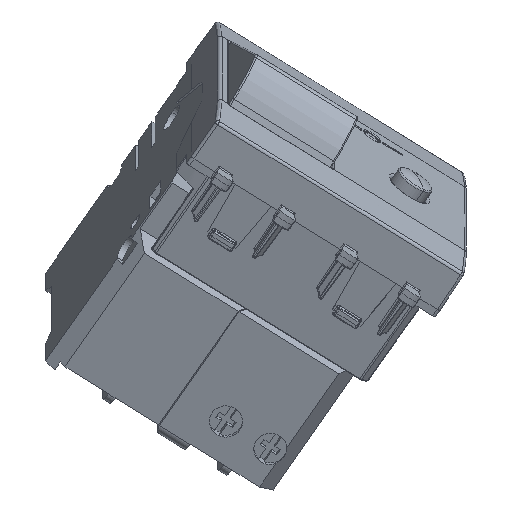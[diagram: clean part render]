
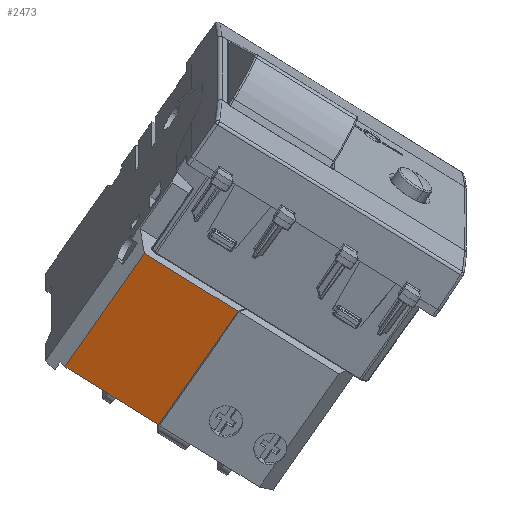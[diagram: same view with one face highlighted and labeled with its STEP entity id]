
A CAD part, front view. The second image highlights one B-rep face of the part: STEP entity #2473.
In plain terms, the highlighted face is planar.
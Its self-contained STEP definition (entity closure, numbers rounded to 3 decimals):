
#1031=CARTESIAN_POINT('Line Origine',(-8.45,-21.75,21.73)) ;
#1035=CARTESIAN_POINT('Vertex',(-8.45,-21.75,21.75)) ;
#1037=CARTESIAN_POINT('Vertex',(-8.45,-21.75,0.)) ;
#1457=CARTESIAN_POINT('Vertex',(8.45,-21.75,0.)) ;
#1460=CARTESIAN_POINT('Line Origine',(4.525,-21.75,0.)) ;
#1464=CARTESIAN_POINT('Vertex',(0.6,-21.75,0.)) ;
#1476=CARTESIAN_POINT('Vertex',(-0.6,-21.75,0.)) ;
#1479=CARTESIAN_POINT('Line Origine',(-4.525,-21.75,0.)) ;
#1841=CARTESIAN_POINT('Vertex',(8.45,-21.75,21.75)) ;
#1844=CARTESIAN_POINT('Line Origine',(8.45,-21.75,21.73)) ;
#2421=CARTESIAN_POINT('Vertex',(0.6,-21.75,-0.04)) ;
#2424=CARTESIAN_POINT('Line Origine',(0.,-21.75,-0.04)) ;
#2428=CARTESIAN_POINT('Vertex',(-0.6,-21.75,-0.04)) ;
#2443=CARTESIAN_POINT('Axis2P3D Location',(0.,-21.75,21.75)) ;
#2448=CARTESIAN_POINT('Line Origine',(0.6,-21.75,-0.02)) ;
#2453=CARTESIAN_POINT('Line Origine',(0.,-21.75,21.75)) ;
#2458=CARTESIAN_POINT('Line Origine',(-0.6,-21.75,-0.02)) ;
#1032=DIRECTION('Vector Direction',(0.,0.,1.)) ;
#1461=DIRECTION('Vector Direction',(-1.,0.,0.)) ;
#1480=DIRECTION('Vector Direction',(-1.,0.,0.)) ;
#1845=DIRECTION('Vector Direction',(0.,0.,1.)) ;
#2425=DIRECTION('Vector Direction',(1.,0.,0.)) ;
#2444=DIRECTION('Axis2P3D Direction',(0.,-1.,0.)) ;
#2445=DIRECTION('Axis2P3D XDirection',(0.,0.,-1.)) ;
#2449=DIRECTION('Vector Direction',(0.,0.,-1.)) ;
#2454=DIRECTION('Vector Direction',(1.,0.,0.)) ;
#2459=DIRECTION('Vector Direction',(0.,0.,-1.)) ;
#2446=AXIS2_PLACEMENT_3D('Plane Axis2P3D',#2443,#2444,#2445) ;
#2464=ORIENTED_EDGE('',*,*,#2452,.F.) ;
#2465=ORIENTED_EDGE('',*,*,#1466,.F.) ;
#2466=ORIENTED_EDGE('',*,*,#1848,.F.) ;
#2467=ORIENTED_EDGE('',*,*,#2457,.F.) ;
#2468=ORIENTED_EDGE('',*,*,#1039,.T.) ;
#2469=ORIENTED_EDGE('',*,*,#1483,.F.) ;
#2470=ORIENTED_EDGE('',*,*,#2462,.T.) ;
#2471=ORIENTED_EDGE('',*,*,#2430,.T.) ;
#1033=VECTOR('Line Direction',#1032,1.) ;
#1462=VECTOR('Line Direction',#1461,1.) ;
#1481=VECTOR('Line Direction',#1480,1.) ;
#1846=VECTOR('Line Direction',#1845,1.) ;
#2426=VECTOR('Line Direction',#2425,1.) ;
#2450=VECTOR('Line Direction',#2449,1.) ;
#2455=VECTOR('Line Direction',#2454,1.) ;
#2460=VECTOR('Line Direction',#2459,1.) ;
#2473=ADVANCED_FACE('PartBody',(#2472),#2447,.T.) ;
#1039=EDGE_CURVE('',#1036,#1038,#1034,.F.) ;
#1466=EDGE_CURVE('',#1458,#1465,#1463,.T.) ;
#1483=EDGE_CURVE('',#1477,#1038,#1482,.T.) ;
#1848=EDGE_CURVE('',#1842,#1458,#1847,.F.) ;
#2430=EDGE_CURVE('',#2429,#2422,#2427,.T.) ;
#2452=EDGE_CURVE('',#1465,#2422,#2451,.T.) ;
#2457=EDGE_CURVE('',#1036,#1842,#2456,.T.) ;
#2462=EDGE_CURVE('',#1477,#2429,#2461,.T.) ;
#2463=EDGE_LOOP('',(#2464,#2465,#2466,#2467,#2468,#2469,#2470,#2471)) ;
#2472=FACE_OUTER_BOUND('',#2463,.T.) ;
#1034=LINE('Line',#1031,#1033) ;
#1463=LINE('Line',#1460,#1462) ;
#1482=LINE('Line',#1479,#1481) ;
#1847=LINE('Line',#1844,#1846) ;
#2427=LINE('Line',#2424,#2426) ;
#2451=LINE('Line',#2448,#2450) ;
#2456=LINE('Line',#2453,#2455) ;
#2461=LINE('Line',#2458,#2460) ;
#2447=PLANE('',#2446) ;
#1036=VERTEX_POINT('',#1035) ;
#1038=VERTEX_POINT('',#1037) ;
#1458=VERTEX_POINT('',#1457) ;
#1465=VERTEX_POINT('',#1464) ;
#1477=VERTEX_POINT('',#1476) ;
#1842=VERTEX_POINT('',#1841) ;
#2422=VERTEX_POINT('',#2421) ;
#2429=VERTEX_POINT('',#2428) ;
